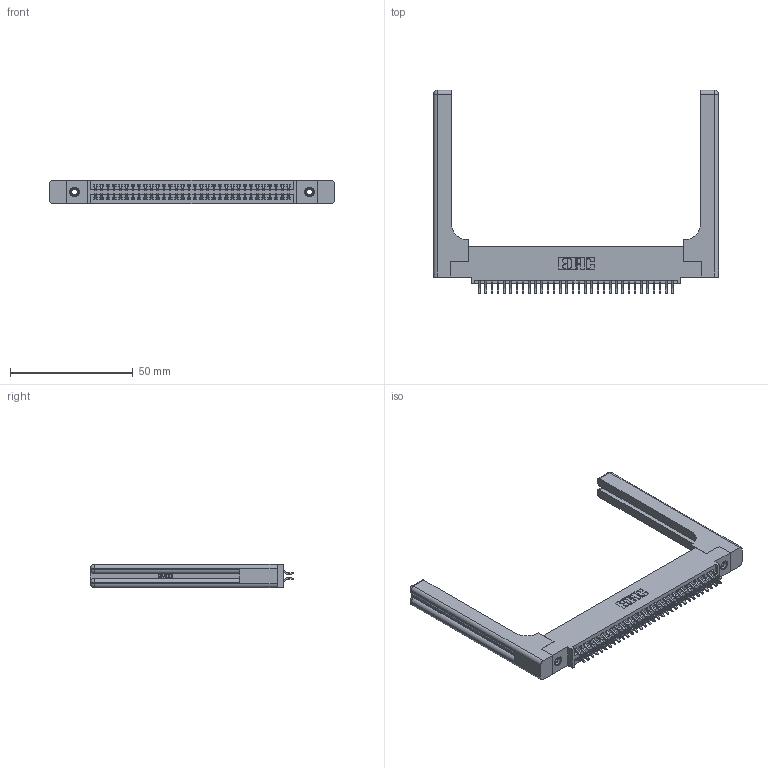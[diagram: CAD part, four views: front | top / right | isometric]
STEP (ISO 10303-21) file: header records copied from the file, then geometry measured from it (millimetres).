
FILE_DESCRIPTION (( 'STEP AP203' ), '1' );
FILE_NAME ('395-064-556-558.STEP', '2019-10-23T19:20:00', ( '' ), ( '' ), 'SwSTEP 2.0', 'SolidWorks 2016', '' );
FILE_SCHEMA (( 'CONFIG_CONTROL_DESIGN' ));
Length unit declared in the file: inch
Products named in the file (5): 345-250-001_345-250-001-102; 345-220-058_345-220-058; 395-064-556-558; 345 Part_0.110 Offset - 0.156 Dia-TH; 345-292-001_556 Tail
Assembly tree (69 placements, depth 2):
  395-064-556-558
    345 Part_0.110 Offset - 0.156 Dia-TH
    345-292-001_556 Tail  x64
    345-250-001_345-250-001-102  x2
    345-220-058_345-220-058  x2
Bounding box: 116.31 x 82.99 x 9.4 mm (x, y, z)
Volume: 19604.5 mm3; surface area: 21353.1 mm2
Topology: 69 solids, 69 shells, 3970 faces, 11707 edges, 7698 vertices
Faces by surface type: plane 2600, cylinder 1310, bspline 36, cone 12, sphere 8, torus 4
Entity records: 31988 total; most frequent: CARTESIAN_POINT 6381, ORIENTED_EDGE 5100, DIRECTION 4558, EDGE_CURVE 2550, VECTOR 2190, LINE 2190, VERTEX_POINT 1690, AXIS2_PLACEMENT_3D 1184
